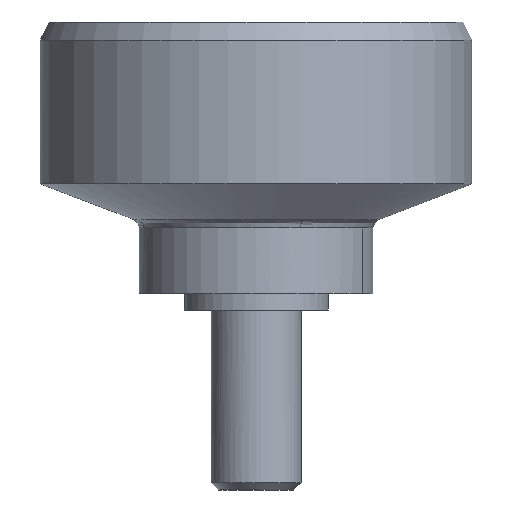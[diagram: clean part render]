
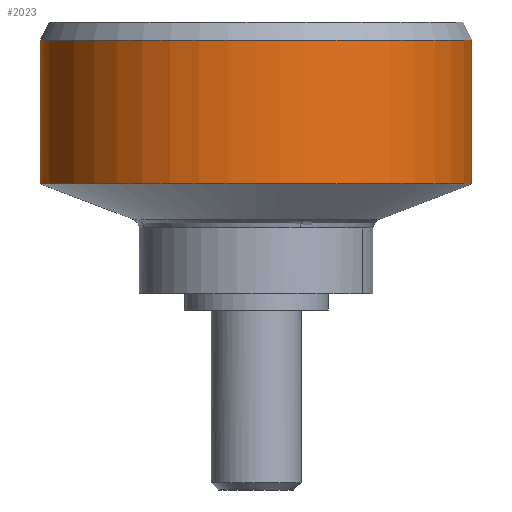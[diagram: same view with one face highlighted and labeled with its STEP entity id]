
A CAD part, left-side view. The second image highlights one B-rep face of the part: STEP entity #2023.
In plain terms, the highlighted free-form (B-spline) face has degree [2, 1] with [7, 2] control points.
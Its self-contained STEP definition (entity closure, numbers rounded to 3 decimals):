
#1771=CARTESIAN_POINT('',(0.733,-11.978,7.));
#1772=VERTEX_POINT('',#1771);
#1786=CARTESIAN_POINT('',(-12.0,0.0,7.));
#1787=VERTEX_POINT('',#1786);
#1788=CARTESIAN_POINT('',(0.733,-11.978,7.));
#1789=CARTESIAN_POINT('',(0.367,-12.,7.));
#1790=CARTESIAN_POINT('',(0.0,-12.0,7.));
#1791=CARTESIAN_POINT('',(-12.0,-12.0,7.));
#1792=CARTESIAN_POINT('',(-12.0,0.0,7.));
#1800=(BOUNDED_CURVE()B_SPLINE_CURVE(2,(#1788,#1789,#1790,#1791,#1792),.UNSPECIFIED.,.F.,.U.)B_SPLINE_CURVE_WITH_KNOTS((3,2,3),(0.739,0.75,1.0),.UNSPECIFIED.)CURVE()GEOMETRIC_REPRESENTATION_ITEM()RATIONAL_B_SPLINE_CURVE((0.976,0.988,1.0,0.707,1.0))REPRESENTATION_ITEM(''));
#1801=EDGE_CURVE('',#1772,#1787,#1800,.T.);
#1803=CARTESIAN_POINT('',(11.234,4.219,7.));
#1804=VERTEX_POINT('',#1803);
#1805=CARTESIAN_POINT('',(-12.0,0.0,7.));
#1806=CARTESIAN_POINT('',(-12.0,12.0,7.));
#1807=CARTESIAN_POINT('',(0.0,12.0,7.));
#1808=CARTESIAN_POINT('',(8.311,12.,7.));
#1809=CARTESIAN_POINT('',(11.234,4.219,7.));
#1817=(BOUNDED_CURVE()B_SPLINE_CURVE(2,(#1805,#1806,#1807,#1808,#1809),.UNSPECIFIED.,.F.,.U.)B_SPLINE_CURVE_WITH_KNOTS((3,2,3),(0.0,0.25,0.44),.UNSPECIFIED.)CURVE()GEOMETRIC_REPRESENTATION_ITEM()RATIONAL_B_SPLINE_CURVE((1.0,0.707,1.0,0.777,0.893))REPRESENTATION_ITEM(''));
#1818=EDGE_CURVE('',#1787,#1804,#1817,.T.);
#1899=CARTESIAN_POINT('',(11.234,4.219,15.0));
#1900=VERTEX_POINT('',#1899);
#1916=CARTESIAN_POINT('',(0.733,-11.978,15.));
#1917=VERTEX_POINT('',#1916);
#1931=CARTESIAN_POINT('',(0.733,-11.978,15.));
#1932=CARTESIAN_POINT('',(0.733,-11.978,7.));
#1933=QUASI_UNIFORM_CURVE('',1,(#1931,#1932),.UNSPECIFIED.,.F.,.U.);
#1934=EDGE_CURVE('',#1917,#1772,#1933,.T.);
#1940=CARTESIAN_POINT('',(11.234,4.219,15.0));
#1941=CARTESIAN_POINT('',(11.234,4.219,7.));
#1942=QUASI_UNIFORM_CURVE('',1,(#1940,#1941),.UNSPECIFIED.,.F.,.U.);
#1943=EDGE_CURVE('',#1900,#1804,#1942,.T.);
#1948=CARTESIAN_POINT('',(0.733,-11.978,15.2));
#1949=CARTESIAN_POINT('',(-11.245,-12.71,15.2));
#1950=CARTESIAN_POINT('',(-11.978,-0.733,15.2));
#1951=CARTESIAN_POINT('',(-12.71,11.245,15.2));
#1952=CARTESIAN_POINT('',(-0.733,11.978,15.2));
#1953=CARTESIAN_POINT('',(8.116,12.519,15.2));
#1954=CARTESIAN_POINT('',(11.234,4.219,15.2));
#1955=CARTESIAN_POINT('',(0.733,-11.978,6.795));
#1956=CARTESIAN_POINT('',(-11.245,-12.71,6.795));
#1957=CARTESIAN_POINT('',(-11.978,-0.733,6.795));
#1958=CARTESIAN_POINT('',(-12.71,11.245,6.795));
#1959=CARTESIAN_POINT('',(-0.733,11.978,6.795));
#1960=CARTESIAN_POINT('',(8.116,12.519,6.795));
#1961=CARTESIAN_POINT('',(11.234,4.219,6.795));
#1969=(BOUNDED_SURFACE()B_SPLINE_SURFACE(2,1,((#1948,#1955),(#1949,#1956),(#1950,#1957),(#1951,#1958),(#1952,#1959),(#1953,#1960),(#1954,#1961)),.UNSPECIFIED.,.F.,.F.,.U.)B_SPLINE_SURFACE_WITH_KNOTS((3,2,2,3),(2,2),(0.0,19.882,39.765,55.67),(0.0,8.405),.UNSPECIFIED.)GEOMETRIC_REPRESENTATION_ITEM()RATIONAL_B_SPLINE_SURFACE(((1.0,1.0),(0.707,0.707),(1.0,1.0),(0.707,0.707),(1.0,1.0),(0.766,0.766),(0.906,0.906)))REPRESENTATION_ITEM('')SURFACE());
#1970=CARTESIAN_POINT('',(-1.416,11.916,15.));
#1971=VERTEX_POINT('',#1970);
#1972=CARTESIAN_POINT('',(-1.416,11.916,15.));
#1973=CARTESIAN_POINT('',(-0.711,12.0,15.));
#1974=CARTESIAN_POINT('',(0.0,12.0,15.0));
#1975=CARTESIAN_POINT('',(8.311,12.0,15.));
#1976=CARTESIAN_POINT('',(11.234,4.219,15.));
#1984=(BOUNDED_CURVE()B_SPLINE_CURVE(2,(#1972,#1973,#1974,#1975,#1976),.UNSPECIFIED.,.F.,.U.)B_SPLINE_CURVE_WITH_KNOTS((3,2,3),(0.23,0.25,0.44),.UNSPECIFIED.)CURVE()GEOMETRIC_REPRESENTATION_ITEM()RATIONAL_B_SPLINE_CURVE((0.956,0.976,1.0,0.777,0.893))REPRESENTATION_ITEM(''));
#1985=EDGE_CURVE('',#1971,#1900,#1984,.T.);
#1986=ORIENTED_EDGE('',*,*,#1985,.T.);
#1987=ORIENTED_EDGE('',*,*,#1943,.T.);
#1988=ORIENTED_EDGE('',*,*,#1818,.F.);
#1989=ORIENTED_EDGE('',*,*,#1801,.F.);
#1990=ORIENTED_EDGE('',*,*,#1934,.F.);
#1991=CARTESIAN_POINT('',(-12.0,0.0,15.0));
#1992=VERTEX_POINT('',#1991);
#1993=CARTESIAN_POINT('',(0.733,-11.978,15.));
#1994=CARTESIAN_POINT('',(0.367,-12.,15.));
#1995=CARTESIAN_POINT('',(0.0,-12.0,15.0));
#1996=CARTESIAN_POINT('',(-12.0,-12.0,15.));
#1997=CARTESIAN_POINT('',(-12.0,0.0,15.0));
#2005=(BOUNDED_CURVE()B_SPLINE_CURVE(2,(#1993,#1994,#1995,#1996,#1997),.UNSPECIFIED.,.F.,.U.)B_SPLINE_CURVE_WITH_KNOTS((3,2,3),(0.739,0.75,1.0),.UNSPECIFIED.)CURVE()GEOMETRIC_REPRESENTATION_ITEM()RATIONAL_B_SPLINE_CURVE((0.976,0.988,1.0,0.707,1.0))REPRESENTATION_ITEM(''));
#2006=EDGE_CURVE('',#1917,#1992,#2005,.T.);
#2007=ORIENTED_EDGE('',*,*,#2006,.T.);
#2008=CARTESIAN_POINT('',(-12.0,0.0,15.0));
#2009=CARTESIAN_POINT('',(-12.,10.658,15.));
#2010=CARTESIAN_POINT('',(-1.416,11.916,15.));
#2018=(BOUNDED_CURVE()B_SPLINE_CURVE(2,(#2008,#2009,#2010),.UNSPECIFIED.,.F.,.U.)B_SPLINE_CURVE_WITH_KNOTS((3,3),(0.0,0.23),.UNSPECIFIED.)CURVE()GEOMETRIC_REPRESENTATION_ITEM()RATIONAL_B_SPLINE_CURVE((1.0,0.731,0.956))REPRESENTATION_ITEM(''));
#2019=EDGE_CURVE('',#1992,#1971,#2018,.T.);
#2020=ORIENTED_EDGE('',*,*,#2019,.T.);
#2021=EDGE_LOOP('',(#1986,#1987,#1988,#1989,#1990,#2007,#2020));
#2022=FACE_OUTER_BOUND('',#2021,.T.);
#2023=ADVANCED_FACE('',(#2022),#1969,.T.);
